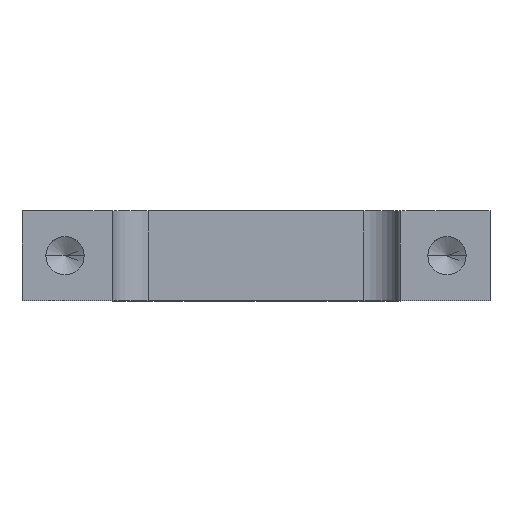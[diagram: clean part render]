
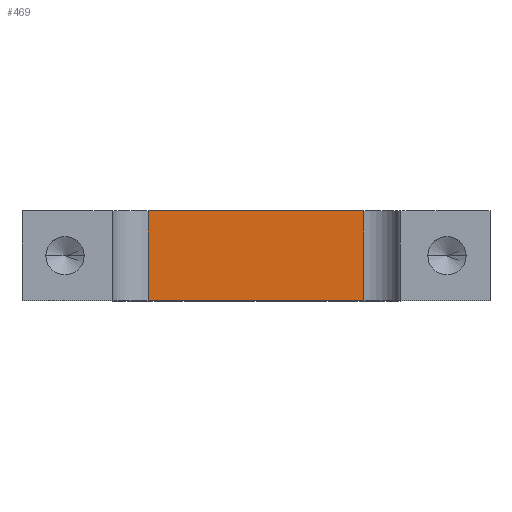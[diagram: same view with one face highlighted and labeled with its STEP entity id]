
A CAD part, top view. The second image highlights one B-rep face of the part: STEP entity #469.
In plain terms, the highlighted planar face has unit normal (0, 0, 1).
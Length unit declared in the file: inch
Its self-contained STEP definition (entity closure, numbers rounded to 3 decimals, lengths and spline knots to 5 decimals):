
#99 = CARTESIAN_POINT ( 'NONE',  ( -0.3, 0.25, 0.55 ) ) ;
#201 = FACE_OUTER_BOUND ( 'NONE', #233, .T. ) ;
#203 = EDGE_CURVE ( 'NONE', #1546, #451, #1286, .T. ) ;
#212 = EDGE_CURVE ( 'NONE', #451, #1593, #1243, .T. ) ;
#216 = EDGE_CURVE ( 'NONE', #1037, #1593, #1256, .T. ) ;
#218 = EDGE_CURVE ( 'NONE', #1546, #1037, #1255, .T. ) ;
#231 = ORIENTED_EDGE ( 'NONE', *, *, #216, .F. ) ;
#233 = EDGE_LOOP ( 'NONE', ( #630, #231, #1571, #742 ) ) ;
#375 = CARTESIAN_POINT ( 'NONE',  ( 0.3, 0.25, 0.55 ) ) ;
#381 = DIRECTION ( 'NONE',  ( 1., 0., 0. ) ) ;
#397 = DIRECTION ( 'NONE',  ( -1., 0., 0. ) ) ;
#451 = VERTEX_POINT ( 'NONE', #1166 ) ;
#469 = ADVANCED_FACE ( 'NONE', ( #201 ), #1070, .F. ) ;
#630 = ORIENTED_EDGE ( 'NONE', *, *, #212, .T. ) ;
#637 = DIRECTION ( 'NONE',  ( 1., 0., 0. ) ) ;
#742 = ORIENTED_EDGE ( 'NONE', *, *, #203, .T. ) ;
#1025 = AXIS2_PLACEMENT_3D ( 'NONE', #99, #1171, #397 ) ;
#1037 = VERTEX_POINT ( 'NONE', #1260 ) ;
#1070 = PLANE ( 'NONE',  #1025 ) ;
#1107 = CARTESIAN_POINT ( 'NONE',  ( -0.3, 0.25, 0.55 ) ) ;
#1166 = CARTESIAN_POINT ( 'NONE',  ( -0.3, 0., 0.55 ) ) ;
#1171 = DIRECTION ( 'NONE',  ( 0., 0., -1. ) ) ;
#1243 = LINE ( 'NONE', #1653, #1340 ) ;
#1255 = LINE ( 'NONE', #1275, #1327 ) ;
#1256 = LINE ( 'NONE', #375, #1269 ) ;
#1257 = VECTOR ( 'NONE', #1382, 39.37008 ) ;
#1260 = CARTESIAN_POINT ( 'NONE',  ( 0.3, 0.25, 0.55 ) ) ;
#1269 = VECTOR ( 'NONE', #1394, 39.37008 ) ;
#1275 = CARTESIAN_POINT ( 'NONE',  ( -0.3, 0.25, 0.55 ) ) ;
#1281 = CARTESIAN_POINT ( 'NONE',  ( 0.3, 0., 0.55 ) ) ;
#1286 = LINE ( 'NONE', #1543, #1257 ) ;
#1327 = VECTOR ( 'NONE', #637, 39.37008 ) ;
#1340 = VECTOR ( 'NONE', #381, 39.37008 ) ;
#1382 = DIRECTION ( 'NONE',  ( 0., -1., 0. ) ) ;
#1394 = DIRECTION ( 'NONE',  ( 0., -1., 0. ) ) ;
#1543 = CARTESIAN_POINT ( 'NONE',  ( -0.3, 0.25, 0.55 ) ) ;
#1546 = VERTEX_POINT ( 'NONE', #1107 ) ;
#1571 = ORIENTED_EDGE ( 'NONE', *, *, #218, .F. ) ;
#1593 = VERTEX_POINT ( 'NONE', #1281 ) ;
#1653 = CARTESIAN_POINT ( 'NONE',  ( -0.3, 0., 0.55 ) ) ;
